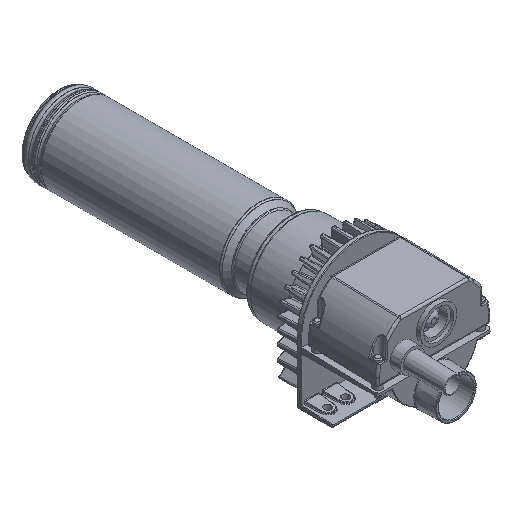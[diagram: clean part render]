
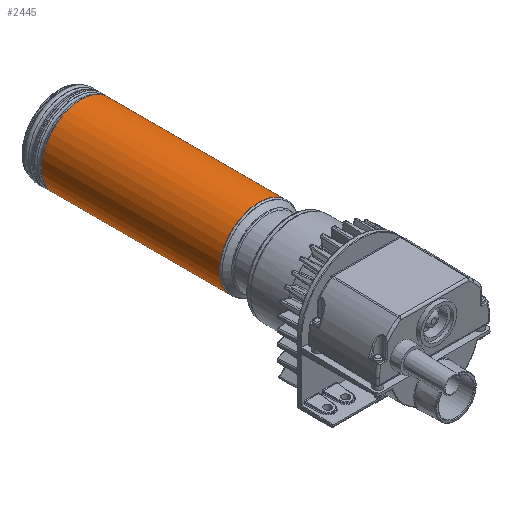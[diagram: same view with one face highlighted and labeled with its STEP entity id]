
A CAD part, isometric view. The second image highlights one B-rep face of the part: STEP entity #2445.
In plain terms, the highlighted cylindrical face has radius 36.801 mm (diameter 73.602 mm), a full revolution.
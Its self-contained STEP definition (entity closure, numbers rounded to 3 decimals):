
#2445 = ADVANCED_FACE( '', ( #5311, #5312 ), #5313, .T. );
#5311 = FACE_OUTER_BOUND( '', #15890, .T. );
#5312 = FACE_OUTER_BOUND( '', #15891, .T. );
#5313 = CYLINDRICAL_SURFACE( '', #15892, 36.801 );
#15890 = EDGE_LOOP( '', ( #27180 ) );
#15891 = EDGE_LOOP( '', ( #27181 ) );
#15892 = AXIS2_PLACEMENT_3D( '', #27182, #27183, #27184 );
#27180 = ORIENTED_EDGE( '', *, *, #32505, .F. );
#27181 = ORIENTED_EDGE( '', *, *, #30761, .T. );
#27182 = CARTESIAN_POINT( '', ( 0., 243.099, 0. ) );
#27183 = DIRECTION( '', ( 0., 1., 0. ) );
#27184 = DIRECTION( '', ( 0.479, 0., 0.878 ) );
#30761 = EDGE_CURVE( '', #34789, #34789, #34790, .T. );
#32505 = EDGE_CURVE( '', #37314, #37314, #37315, .T. );
#34789 = VERTEX_POINT( '', #41899 );
#34790 = CIRCLE( '', #41900, 36.801 );
#37314 = VERTEX_POINT( '', #48119 );
#37315 = CIRCLE( '', #48120, 36.801 );
#41899 = CARTESIAN_POINT( '', ( 36.801, 165.897, 0. ) );
#41900 = AXIS2_PLACEMENT_3D( '', #51453, #51454, #51455 );
#48119 = CARTESIAN_POINT( '', ( 36.801, 333.456, 0. ) );
#48120 = AXIS2_PLACEMENT_3D( '', #53453, #53454, #53455 );
#51453 = CARTESIAN_POINT( '', ( 0., 165.897, 0. ) );
#51454 = DIRECTION( '', ( 0., 1., 0. ) );
#51455 = DIRECTION( '', ( 1., 0., 0. ) );
#53453 = CARTESIAN_POINT( '', ( 0., 333.456, 0. ) );
#53454 = DIRECTION( '', ( 0., 1., 0. ) );
#53455 = DIRECTION( '', ( 1., 0., 0. ) );
